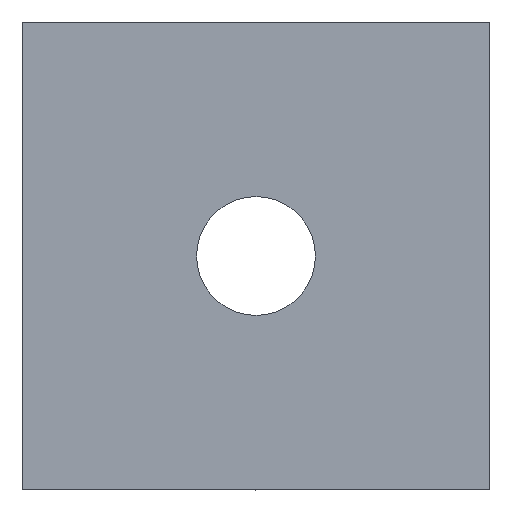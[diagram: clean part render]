
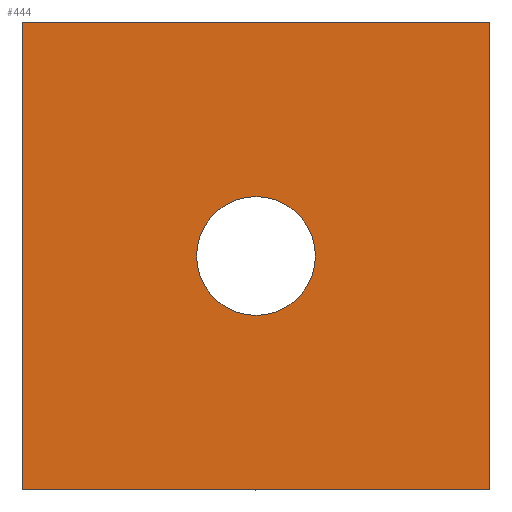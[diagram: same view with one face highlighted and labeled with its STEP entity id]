
A CAD part, front view. The second image highlights one B-rep face of the part: STEP entity #444.
In plain terms, the highlighted planar face has unit normal (0, -1, 0).
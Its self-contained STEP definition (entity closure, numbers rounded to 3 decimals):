
#3 = VERTEX_POINT ( 'NONE', #61 ) ;
#5 = VERTEX_POINT ( 'NONE', #64 ) ;
#14 = VERTEX_POINT ( 'NONE', #57 ) ;
#16 = VERTEX_POINT ( 'NONE', #464 ) ;
#29 = DIRECTION ( 'NONE',  ( 0., 0., -1. ) ) ;
#31 = CARTESIAN_POINT ( 'NONE',  ( 6.5, 0., 6.5 ) ) ;
#44 = CARTESIAN_POINT ( 'NONE',  ( -6.5, 0., -6.5 ) ) ;
#48 = DIRECTION ( 'NONE',  ( 0., 0., -1. ) ) ;
#51 = PLANE ( 'NONE',  #114 ) ;
#53 = DIRECTION ( 'NONE',  ( 0., -1., 0. ) ) ;
#57 = CARTESIAN_POINT ( 'NONE',  ( 6.5, 0., -6.5 ) ) ;
#61 = CARTESIAN_POINT ( 'NONE',  ( -6.5, 0., 6.5 ) ) ;
#64 = CARTESIAN_POINT ( 'NONE',  ( 6.5, 0., 6.5 ) ) ;
#96 = AXIS2_PLACEMENT_3D ( 'NONE', #325, #326, #327 ) ;
#114 = AXIS2_PLACEMENT_3D ( 'NONE', #44, #53, #48 ) ;
#120 = EDGE_CURVE ( 'NONE', #5, #14, #183, .T. ) ;
#158 = FACE_OUTER_BOUND ( 'NONE', #205, .T. ) ;
#167 = VECTOR ( 'NONE', #339, 1000. ) ;
#171 = FACE_BOUND ( 'NONE', #278, .T. ) ;
#172 = CIRCLE ( 'NONE', #96, 1.65 ) ;
#183 = LINE ( 'NONE', #31, #212 ) ;
#184 = VERTEX_POINT ( 'NONE', #416 ) ;
#185 = ORIENTED_EDGE ( 'NONE', *, *, #475, .F. ) ;
#189 = LINE ( 'NONE', #364, #198 ) ;
#198 = VECTOR ( 'NONE', #365, 1000. ) ;
#204 = LINE ( 'NONE', #324, #167 ) ;
#205 = EDGE_LOOP ( 'NONE', ( #225, #218, #269, #229 ) ) ;
#212 = VECTOR ( 'NONE', #29, 1000. ) ;
#218 = ORIENTED_EDGE ( 'NONE', *, *, #477, .F. ) ;
#225 = ORIENTED_EDGE ( 'NONE', *, *, #486, .F. ) ;
#229 = ORIENTED_EDGE ( 'NONE', *, *, #480, .F. ) ;
#245 = VECTOR ( 'NONE', #403, 1000. ) ;
#269 = ORIENTED_EDGE ( 'NONE', *, *, #120, .F. ) ;
#277 = LINE ( 'NONE', #402, #245 ) ;
#278 = EDGE_LOOP ( 'NONE', ( #185 ) ) ;
#324 = CARTESIAN_POINT ( 'NONE',  ( -6.5, 0., -6.5 ) ) ;
#325 = CARTESIAN_POINT ( 'NONE',  ( 0., 0., 0. ) ) ;
#326 = DIRECTION ( 'NONE',  ( 0., -1., 0. ) ) ;
#327 = DIRECTION ( 'NONE',  ( 0., 0., -1. ) ) ;
#339 = DIRECTION ( 'NONE',  ( -1., 0., 0. ) ) ;
#364 = CARTESIAN_POINT ( 'NONE',  ( -6.5, 0., 6.5 ) ) ;
#365 = DIRECTION ( 'NONE',  ( 1., 0., 0. ) ) ;
#402 = CARTESIAN_POINT ( 'NONE',  ( -6.5, 0., 6.5 ) ) ;
#403 = DIRECTION ( 'NONE',  ( 0., 0., 1. ) ) ;
#416 = CARTESIAN_POINT ( 'NONE',  ( 0., 0., -1.65 ) ) ;
#444 = ADVANCED_FACE ( 'NONE', ( #171, #158 ), #51, .T. ) ;
#464 = CARTESIAN_POINT ( 'NONE',  ( -6.5, 0., -6.5 ) ) ;
#475 = EDGE_CURVE ( 'NONE', #184, #184, #172, .T. ) ;
#477 = EDGE_CURVE ( 'NONE', #14, #16, #204, .T. ) ;
#480 = EDGE_CURVE ( 'NONE', #3, #5, #189, .T. ) ;
#486 = EDGE_CURVE ( 'NONE', #16, #3, #277, .T. ) ;
